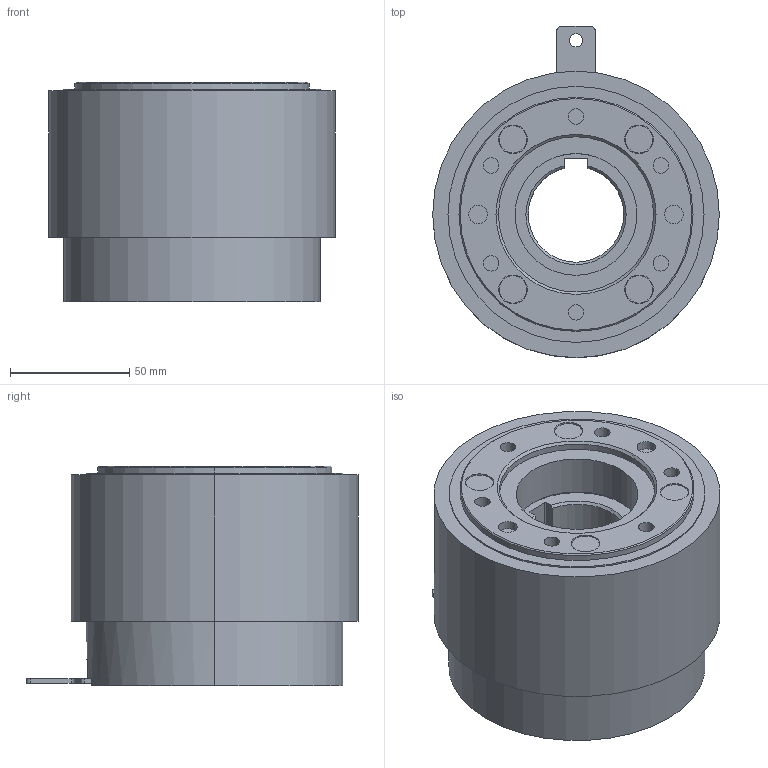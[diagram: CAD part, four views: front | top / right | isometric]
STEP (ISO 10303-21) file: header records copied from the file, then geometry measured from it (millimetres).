
FILE_DESCRIPTION (( 'STEP AP203' ), '1' );
FILE_NAME ('MZ 25W_23293600(１体）.STEP', '2016-03-09T01:34:57', ( ' ' ), ( '' ), 'SwSTEP 2.0', 'SolidWorks 2009', '' );
FILE_SCHEMA (( 'CONFIG_CONTROL_DESIGN' ));
Length unit declared in the file: millimetre
Products named in the file (1): MZ 25W_23293600(１体）
Bounding box: 120 x 139 x 92 mm (x, y, z)
Volume: 788656.1 mm3; surface area: 83035.2 mm2
Topology: 1 solids, 1 shells, 172 faces, 423 edges, 274 vertices
Faces by surface type: cylinder 99, plane 63, cone 10
Entity records: 5302 total; most frequent: DIRECTION 1019, CARTESIAN_POINT 882, ORIENTED_EDGE 846, AXIS2_PLACEMENT_3D 427, EDGE_CURVE 423, VERTEX_POINT 274, CIRCLE 254, EDGE_LOOP 209
